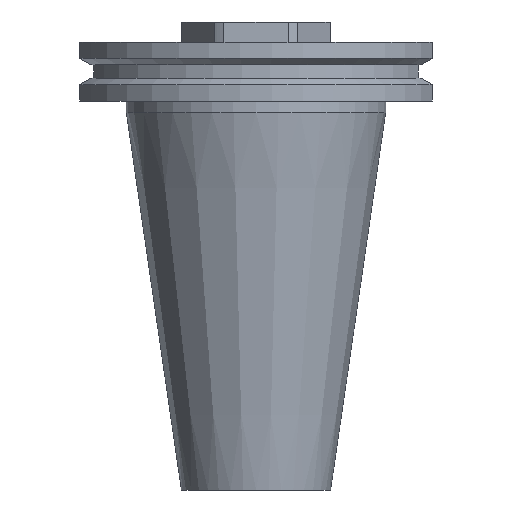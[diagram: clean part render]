
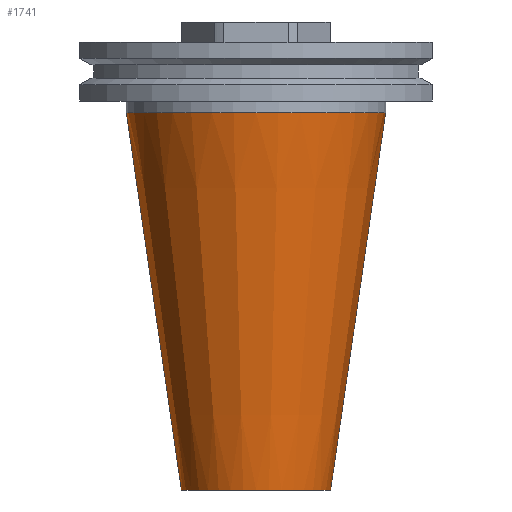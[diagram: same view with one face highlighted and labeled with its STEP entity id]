
A CAD part, front view. The second image highlights one B-rep face of the part: STEP entity #1741.
In plain terms, the highlighted conical face has half-angle 8.297 degrees and reference radius 34.925 mm.
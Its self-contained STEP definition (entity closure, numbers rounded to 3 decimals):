
#23 = EDGE_CURVE ( 'NONE', #1818, #1075, #821, .T. ) ;
#68 = CARTESIAN_POINT ( 'NONE',  ( 0., 0., -101.6 ) ) ;
#162 = AXIS2_PLACEMENT_3D ( 'NONE', #68, #1091, #209 ) ;
#208 = CARTESIAN_POINT ( 'NONE',  ( -34.925, 0., 0. ) ) ;
#209 = DIRECTION ( 'NONE',  ( 1., 0., 0. ) ) ;
#210 = CARTESIAN_POINT ( 'NONE',  ( 0., 0., 0. ) ) ;
#337 = ORIENTED_EDGE ( 'NONE', *, *, #669, .F. ) ;
#354 = DIRECTION ( 'NONE',  ( 1., 0., 0. ) ) ;
#394 = CARTESIAN_POINT ( 'NONE',  ( 34.925, 0., 0. ) ) ;
#433 = DIRECTION ( 'NONE',  ( -0.144, 0., 0.99 ) ) ;
#441 = CARTESIAN_POINT ( 'NONE',  ( -34.925, 0., 0. ) ) ;
#467 = VECTOR ( 'NONE', #1002, 1000. ) ;
#595 = DIRECTION ( 'NONE',  ( 0., 0., 1. ) ) ;
#669 = EDGE_CURVE ( 'NONE', #1289, #1075, #1386, .T. ) ;
#752 = DIRECTION ( 'NONE',  ( 1., 0., 0. ) ) ;
#799 = ORIENTED_EDGE ( 'NONE', *, *, #1180, .F. ) ;
#821 = LINE ( 'NONE', #394, #467 ) ;
#852 = CIRCLE ( 'NONE', #162, 20.108 ) ;
#921 = CARTESIAN_POINT ( 'NONE',  ( 20.108, 0., -101.6 ) ) ;
#1001 = LINE ( 'NONE', #441, #1708 ) ;
#1002 = DIRECTION ( 'NONE',  ( 0.144, 0., 0.99 ) ) ;
#1072 = ORIENTED_EDGE ( 'NONE', *, *, #1838, .T. ) ;
#1075 = VERTEX_POINT ( 'NONE', #1307 ) ;
#1091 = DIRECTION ( 'NONE',  ( 0., 0., 1. ) ) ;
#1180 = EDGE_CURVE ( 'NONE', #1408, #1289, #1001, .T. ) ;
#1236 = DIRECTION ( 'NONE',  ( 0., 0., 1. ) ) ;
#1273 = AXIS2_PLACEMENT_3D ( 'NONE', #1621, #595, #752 ) ;
#1283 = ORIENTED_EDGE ( 'NONE', *, *, #23, .T. ) ;
#1289 = VERTEX_POINT ( 'NONE', #208 ) ;
#1307 = CARTESIAN_POINT ( 'NONE',  ( 34.925, 0., 0. ) ) ;
#1376 = CONICAL_SURFACE ( 'NONE', #1273, 34.925, 0.145 ) ;
#1386 = CIRCLE ( 'NONE', #1726, 34.925 ) ;
#1408 = VERTEX_POINT ( 'NONE', #1782 ) ;
#1417 = FACE_OUTER_BOUND ( 'NONE', #1524, .T. ) ;
#1524 = EDGE_LOOP ( 'NONE', ( #799, #1072, #1283, #337 ) ) ;
#1621 = CARTESIAN_POINT ( 'NONE',  ( 0., 0., 0. ) ) ;
#1708 = VECTOR ( 'NONE', #433, 1000. ) ;
#1726 = AXIS2_PLACEMENT_3D ( 'NONE', #210, #1236, #354 ) ;
#1741 = ADVANCED_FACE ( 'NONE', ( #1417 ), #1376, .T. ) ;
#1782 = CARTESIAN_POINT ( 'NONE',  ( -20.108, 0., -101.6 ) ) ;
#1818 = VERTEX_POINT ( 'NONE', #921 ) ;
#1838 = EDGE_CURVE ( 'NONE', #1408, #1818, #852, .T. ) ;
